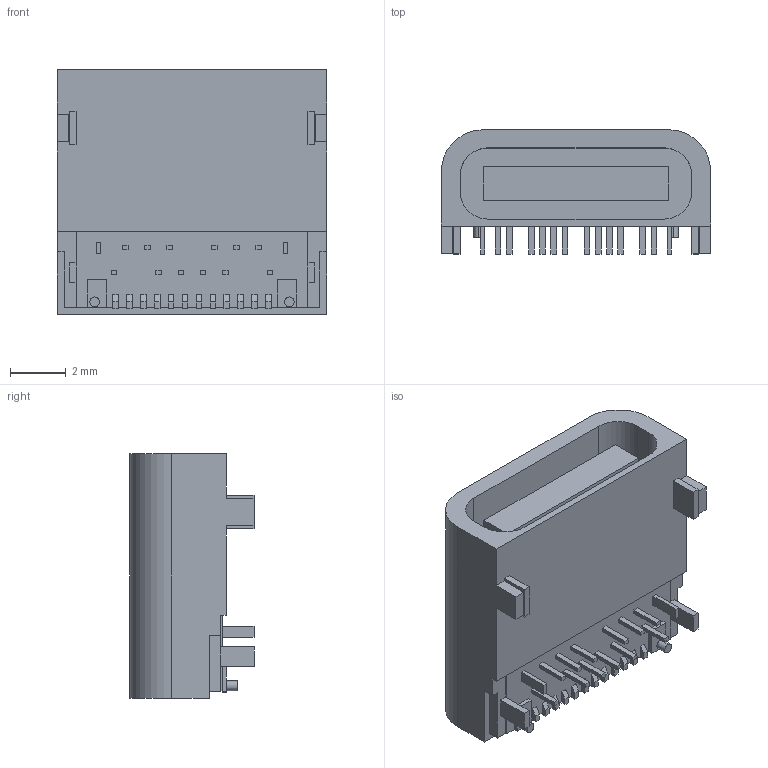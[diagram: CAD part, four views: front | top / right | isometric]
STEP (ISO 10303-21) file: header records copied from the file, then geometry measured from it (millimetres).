
FILE_DESCRIPTION (( 'STEP AP214' ), '1' );
FILE_NAME ('UBC-R112-56C-7ATS(HF).STEP', '2016-09-26T00:17:43', ( '' ), ( '' ), 'SwSTEP 2.0', 'SolidWorks 2009', '' );
FILE_SCHEMA (( 'AUTOMOTIVE_DESIGN' ));
Length unit declared in the file: millimetre
Products named in the file (1): UBC-R112-56C-7ATS(HF)
Bounding box: 9.68 x 4.46 x 8.8 mm (x, y, z)
Volume: 216.2 mm3; surface area: 486.4 mm2
Topology: 1 solids, 1 shells, 220 faces, 566 edges, 368 vertices
Faces by surface type: plane 210, cylinder 10
Entity records: 6780 total; most frequent: CARTESIAN_POINT 1155, ORIENTED_EDGE 1132, DIRECTION 1028, EDGE_CURVE 566, LINE 546, VECTOR 546, VERTEX_POINT 368, AXIS2_PLACEMENT_3D 241
